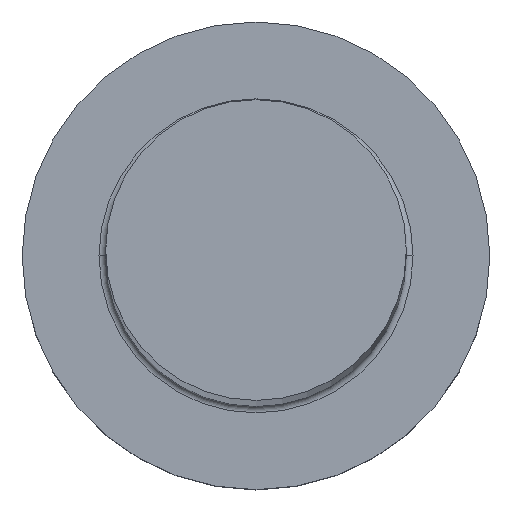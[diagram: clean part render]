
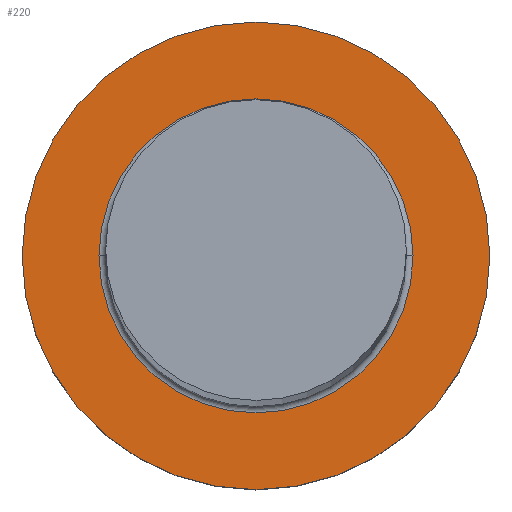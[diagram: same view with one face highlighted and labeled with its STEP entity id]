
A CAD part, top view. The second image highlights one B-rep face of the part: STEP entity #220.
In plain terms, the highlighted planar face has unit normal (0, 0, 1).
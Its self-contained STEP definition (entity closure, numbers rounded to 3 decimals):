
#17 = CARTESIAN_POINT ( 'NONE',  ( 0., 0., 5. ) ) ;
#24 = EDGE_CURVE ( 'NONE', #97, #156, #81, .T. ) ;
#36 = PLANE ( 'NONE',  #137 ) ;
#39 = AXIS2_PLACEMENT_3D ( 'NONE', #198, #158, #133 ) ;
#45 = EDGE_LOOP ( 'NONE', ( #236, #55 ) ) ;
#49 = DIRECTION ( 'NONE',  ( 1., 0., 0. ) ) ;
#50 = CARTESIAN_POINT ( 'NONE',  ( 0., 0., 5. ) ) ;
#54 = EDGE_CURVE ( 'NONE', #247, #250, #130, .T. ) ;
#55 = ORIENTED_EDGE ( 'NONE', *, *, #24, .T. ) ;
#57 = CARTESIAN_POINT ( 'NONE',  ( 4.7, 0., 5. ) ) ;
#81 = CIRCLE ( 'NONE', #248, 7. ) ;
#91 = AXIS2_PLACEMENT_3D ( 'NONE', #272, #221, #155 ) ;
#97 = VERTEX_POINT ( 'NONE', #168 ) ;
#105 = CIRCLE ( 'NONE', #91, 7. ) ;
#122 = CARTESIAN_POINT ( 'NONE',  ( -7., 0., 5. ) ) ;
#126 = EDGE_CURVE ( 'NONE', #156, #97, #105, .T. ) ;
#130 = CIRCLE ( 'NONE', #295, 4.7 ) ;
#133 = DIRECTION ( 'NONE',  ( 1., 0., 0. ) ) ;
#134 = ORIENTED_EDGE ( 'NONE', *, *, #244, .T. ) ;
#137 = AXIS2_PLACEMENT_3D ( 'NONE', #17, #252, #228 ) ;
#146 = CARTESIAN_POINT ( 'NONE',  ( 0., 0., 5. ) ) ;
#155 = DIRECTION ( 'NONE',  ( 1., 0., 0. ) ) ;
#156 = VERTEX_POINT ( 'NONE', #122 ) ;
#158 = DIRECTION ( 'NONE',  ( 0., 0., -1. ) ) ;
#168 = CARTESIAN_POINT ( 'NONE',  ( 7., 0., 5. ) ) ;
#173 = CARTESIAN_POINT ( 'NONE',  ( -4.7, 0., 5. ) ) ;
#181 = FACE_OUTER_BOUND ( 'NONE', #45, .T. ) ;
#191 = DIRECTION ( 'NONE',  ( 0., 0., -1. ) ) ;
#198 = CARTESIAN_POINT ( 'NONE',  ( 0., 0., 5. ) ) ;
#210 = ORIENTED_EDGE ( 'NONE', *, *, #54, .T. ) ;
#213 = DIRECTION ( 'NONE',  ( 1., 0., 0. ) ) ;
#216 = EDGE_LOOP ( 'NONE', ( #210, #134 ) ) ;
#220 = ADVANCED_FACE ( 'NONE', ( #299, #181 ), #36, .T. ) ;
#221 = DIRECTION ( 'NONE',  ( 0., 0., 1. ) ) ;
#228 = DIRECTION ( 'NONE',  ( 1., 0., 0. ) ) ;
#236 = ORIENTED_EDGE ( 'NONE', *, *, #126, .T. ) ;
#244 = EDGE_CURVE ( 'NONE', #250, #247, #278, .T. ) ;
#247 = VERTEX_POINT ( 'NONE', #57 ) ;
#248 = AXIS2_PLACEMENT_3D ( 'NONE', #146, #262, #49 ) ;
#250 = VERTEX_POINT ( 'NONE', #173 ) ;
#252 = DIRECTION ( 'NONE',  ( 0., 0., 1. ) ) ;
#262 = DIRECTION ( 'NONE',  ( 0., 0., 1. ) ) ;
#272 = CARTESIAN_POINT ( 'NONE',  ( 0., 0., 5. ) ) ;
#278 = CIRCLE ( 'NONE', #39, 4.7 ) ;
#295 = AXIS2_PLACEMENT_3D ( 'NONE', #50, #191, #213 ) ;
#299 = FACE_BOUND ( 'NONE', #216, .T. ) ;
